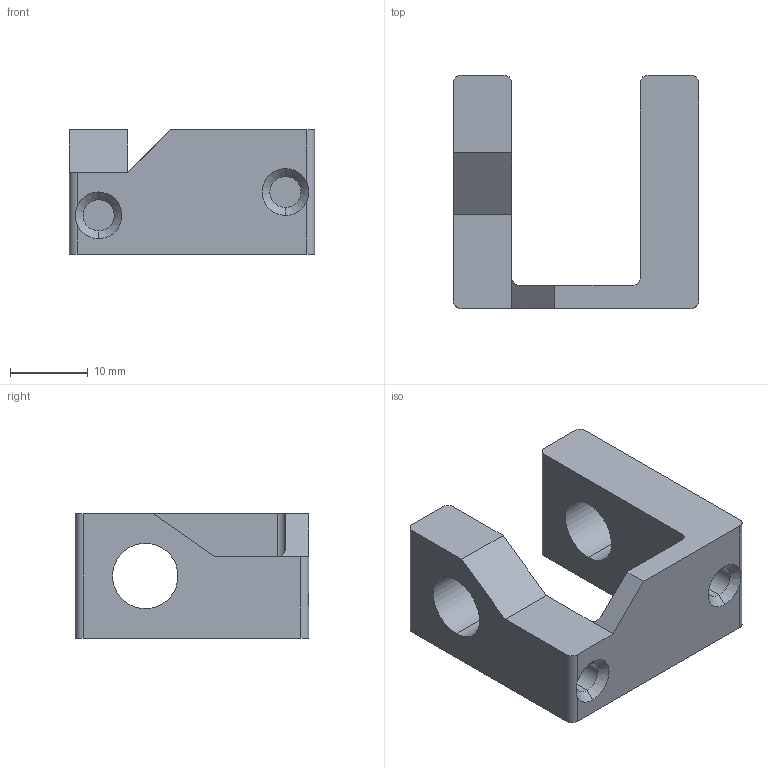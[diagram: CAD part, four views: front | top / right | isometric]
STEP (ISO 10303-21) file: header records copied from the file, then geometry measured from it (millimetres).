
FILE_DESCRIPTION (( 'STEP AP203' ), '1' );
FILE_NAME ('Ejection arm pivot point.STEP', '2022-06-12T13:32:43', ( '' ), ( '' ), 'SwSTEP 2.0', 'SolidWorks 2020', '' );
FILE_SCHEMA (( 'CONFIG_CONTROL_DESIGN' ));
Length unit declared in the file: millimetre
Products named in the file (1): Ejection arm pivot point
Bounding box: 31.5 x 30 x 16 mm (x, y, z)
Volume: 6047 mm3; surface area: 4106.3 mm2
Topology: 1 solids, 1 shells, 36 faces, 97 edges, 63 vertices
Faces by surface type: cylinder 16, plane 16, cone 4
Entity records: 1237 total; most frequent: CARTESIAN_POINT 218, DIRECTION 205, ORIENTED_EDGE 194, EDGE_CURVE 97, AXIS2_PLACEMENT_3D 74, VERTEX_POINT 63, LINE 57, VECTOR 57
